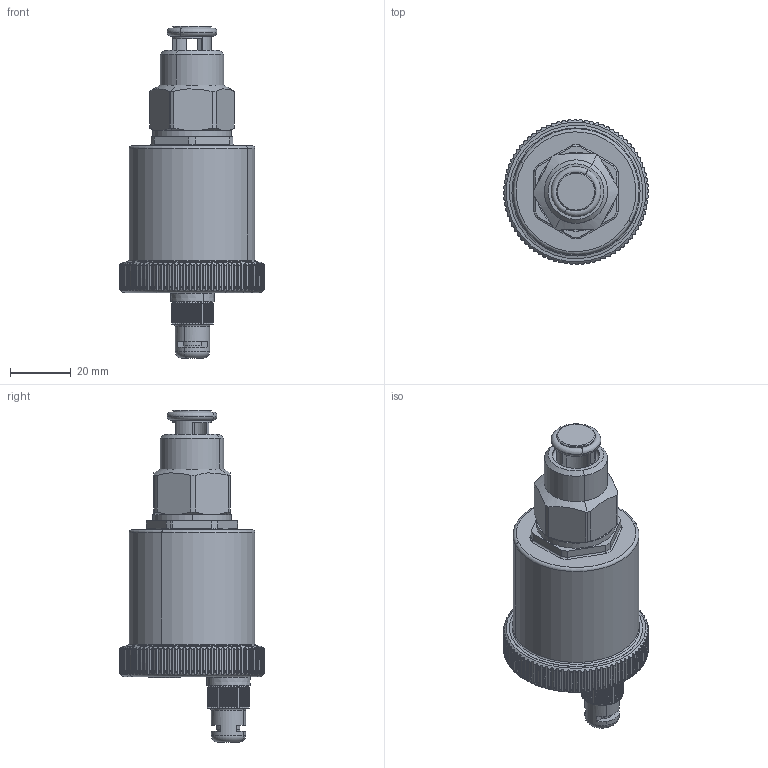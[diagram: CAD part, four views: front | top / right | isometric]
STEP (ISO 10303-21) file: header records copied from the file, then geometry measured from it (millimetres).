
FILE_DESCRIPTION(('CATIA V5 STEP Exchange'),'2;1');
FILE_NAME('STEP_502142_-_TST.stp','2018-09-20T08:27:50+00:00',('none'),('none'),'CATIA Version 5-6 Release 2016 SP4','CATIA V5 STEP AP203','none');
FILE_SCHEMA(('CONFIG_CONTROL_DESIGN'));
Length unit declared in the file: millimetre
Products named in the file (1): 502142 - TST
Bounding box: 47.9 x 47.9 x 109.4 mm (x, y, z)
Volume: 84670.7 mm3; surface area: 17501.2 mm2
Topology: 1 solids, 6 shells, 876 faces, 2482 edges, 1617 vertices
Faces by surface type: cylinder 390, plane 321, torus 84, cone 43, bspline 29, sphere 9
Entity records: 33578 total; most frequent: CARTESIAN_POINT 13839, ORIENTED_EDGE 4930, DIRECTION 2748, EDGE_CURVE 2465, VERTEX_POINT 1617, AXIS2_PLACEMENT_3D 1245, B_SPLINE_CURVE_WITH_KNOTS 1027, EDGE_LOOP 902
